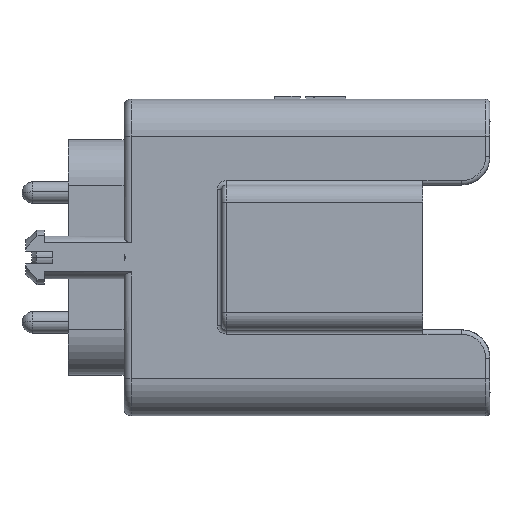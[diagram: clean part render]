
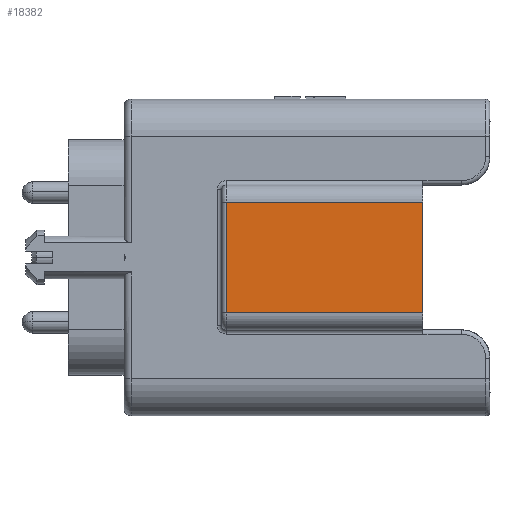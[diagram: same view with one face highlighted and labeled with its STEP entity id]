
A CAD part, left-side view. The second image highlights one B-rep face of the part: STEP entity #18382.
In plain terms, the highlighted planar face has unit normal (-1, 0, 0).
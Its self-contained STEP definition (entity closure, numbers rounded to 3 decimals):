
#3554=DIRECTION('',(0.,0.,1.));
#3555=VECTOR('',#3554,7.75);
#3556=CARTESIAN_POINT('',(-20.225,4.7,-3.875));
#3557=LINE('',#3556,#3555);
#3702=DIRECTION('',(0.,0.,-1.));
#3703=VECTOR('',#3702,7.75);
#3704=CARTESIAN_POINT('',(-20.225,18.5,3.875));
#3705=LINE('',#3704,#3703);
#3706=DIRECTION('',(0.,-1.,0.));
#3707=VECTOR('',#3706,13.8);
#3708=CARTESIAN_POINT('',(-20.225,18.5,3.875));
#3709=LINE('',#3708,#3707);
#3710=DIRECTION('',(0.,1.,0.));
#3711=VECTOR('',#3710,13.8);
#3712=CARTESIAN_POINT('',(-20.225,4.7,-3.875));
#3713=LINE('',#3712,#3711);
#12169=CARTESIAN_POINT('',(-20.225,4.7,3.875));
#12171=VERTEX_POINT('',#12169);
#12172=CARTESIAN_POINT('',(-20.225,4.7,-3.875));
#12174=VERTEX_POINT('',#12172);
#12232=CARTESIAN_POINT('',(-20.225,18.5,-3.875));
#12234=VERTEX_POINT('',#12232);
#12240=CARTESIAN_POINT('',(-20.225,18.5,3.875));
#12241=VERTEX_POINT('',#12240);
#18370=CARTESIAN_POINT('',(-20.225,18.8,-5.075));
#18371=DIRECTION('',(-1.,0.,0.));
#18372=DIRECTION('',(0.,-1.,0.));
#18373=AXIS2_PLACEMENT_3D('',#18370,#18371,#18372);
#18374=PLANE('',#18373);
#18375=ORIENTED_EDGE('',*,*,#18360,.F.);
#18376=ORIENTED_EDGE('',*,*,#18335,.T.);
#18377=ORIENTED_EDGE('',*,*,#18123,.F.);
#18379=ORIENTED_EDGE('',*,*,#18378,.T.);
#18380=EDGE_LOOP('',(#18375,#18376,#18377,#18379));
#18381=FACE_OUTER_BOUND('',#18380,.F.);
#18382=ADVANCED_FACE('',(#18381),#18374,.T.);
#18123=EDGE_CURVE('',#12174,#12171,#3557,.T.);
#18335=EDGE_CURVE('',#12241,#12171,#3709,.T.);
#18360=EDGE_CURVE('',#12241,#12234,#3705,.T.);
#18378=EDGE_CURVE('',#12174,#12234,#3713,.T.);
